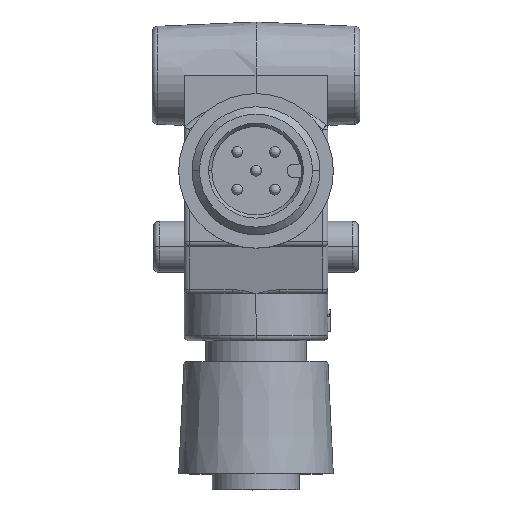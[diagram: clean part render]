
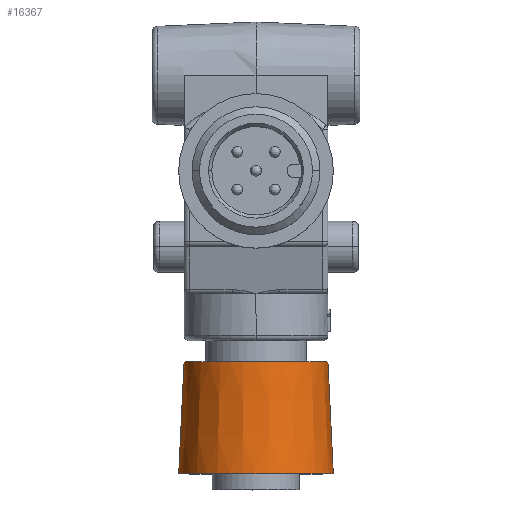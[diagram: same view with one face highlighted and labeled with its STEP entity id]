
A CAD part, top view. The second image highlights one B-rep face of the part: STEP entity #16367.
In plain terms, the highlighted conical face has half-angle 2.726 degrees and reference radius 7.25 mm.
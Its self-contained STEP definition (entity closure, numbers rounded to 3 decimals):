
#404 = EDGE_CURVE ( 'NONE', #21986, #11155, #2926, .T. ) ;
#1274 = EDGE_LOOP ( 'NONE', ( #19788, #6697, #14802, #20431 ) ) ;
#1578 = CARTESIAN_POINT ( 'NONE',  ( 7.25, -28.4, 0. ) ) ;
#1697 = DIRECTION ( 'NONE',  ( 0.048, -0.999, 0. ) ) ;
#2191 = CIRCLE ( 'NONE', #13482, 7.25 ) ;
#2926 = LINE ( 'NONE', #1578, #10871 ) ;
#3041 = EDGE_CURVE ( 'NONE', #17108, #11155, #2191, .T. ) ;
#3136 = AXIS2_PLACEMENT_3D ( 'NONE', #21135, #7120, #13022 ) ;
#4916 = EDGE_CURVE ( 'NONE', #21986, #12189, #13747, .T. ) ;
#5036 = FACE_OUTER_BOUND ( 'NONE', #1274, .T. ) ;
#5130 = EDGE_CURVE ( 'NONE', #12189, #17108, #14813, .T. ) ;
#5413 = CONICAL_SURFACE ( 'NONE', #8984, 7.25, 0.048 ) ;
#6697 = ORIENTED_EDGE ( 'NONE', *, *, #5130, .T. ) ;
#7120 = DIRECTION ( 'NONE',  ( 0., -1., 0. ) ) ;
#8984 = AXIS2_PLACEMENT_3D ( 'NONE', #13233, #13474, #13318 ) ;
#10871 = VECTOR ( 'NONE', #1697, 1000. ) ;
#11155 = VERTEX_POINT ( 'NONE', #12238 ) ;
#12189 = VERTEX_POINT ( 'NONE', #20945 ) ;
#12238 = CARTESIAN_POINT ( 'NONE',  ( 7.25, -28.4, 0. ) ) ;
#13022 = DIRECTION ( 'NONE',  ( 1., 0., 0. ) ) ;
#13233 = CARTESIAN_POINT ( 'NONE',  ( 0., -28.4, 0. ) ) ;
#13318 = DIRECTION ( 'NONE',  ( 1., 0., 0. ) ) ;
#13474 = DIRECTION ( 'NONE',  ( 0., -1., 0. ) ) ;
#13482 = AXIS2_PLACEMENT_3D ( 'NONE', #17599, #17594, #17573 ) ;
#13747 = CIRCLE ( 'NONE', #3136, 6.75 ) ;
#14802 = ORIENTED_EDGE ( 'NONE', *, *, #3041, .T. ) ;
#14813 = LINE ( 'NONE', #21343, #14883 ) ;
#14883 = VECTOR ( 'NONE', #21371, 1000. ) ;
#16367 = ADVANCED_FACE ( 'NONE', ( #5036 ), #5413, .T. ) ;
#16554 = CARTESIAN_POINT ( 'NONE',  ( 6.75, -17.9, 0. ) ) ;
#17108 = VERTEX_POINT ( 'NONE', #20964 ) ;
#17573 = DIRECTION ( 'NONE',  ( 1., 0., 0. ) ) ;
#17594 = DIRECTION ( 'NONE',  ( 0., 1., 0. ) ) ;
#17599 = CARTESIAN_POINT ( 'NONE',  ( 0., -28.4, 0. ) ) ;
#19788 = ORIENTED_EDGE ( 'NONE', *, *, #4916, .T. ) ;
#20431 = ORIENTED_EDGE ( 'NONE', *, *, #404, .F. ) ;
#20945 = CARTESIAN_POINT ( 'NONE',  ( -6.75, -17.9, 0. ) ) ;
#20964 = CARTESIAN_POINT ( 'NONE',  ( -7.25, -28.4, 0. ) ) ;
#21135 = CARTESIAN_POINT ( 'NONE',  ( 0., -17.9, 0. ) ) ;
#21343 = CARTESIAN_POINT ( 'NONE',  ( -7.25, -28.4, 0. ) ) ;
#21371 = DIRECTION ( 'NONE',  ( -0.048, -0.999, 0. ) ) ;
#21986 = VERTEX_POINT ( 'NONE', #16554 ) ;
